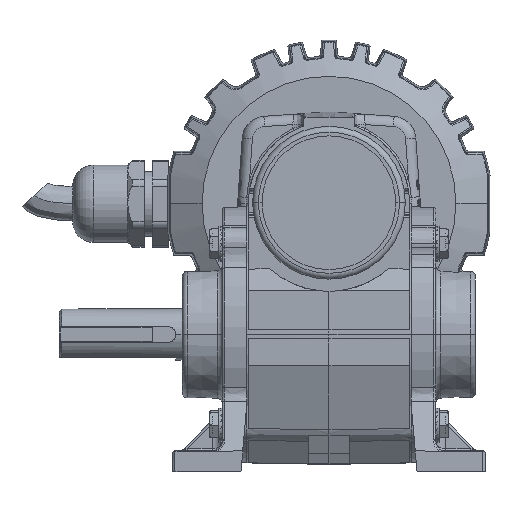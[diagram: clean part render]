
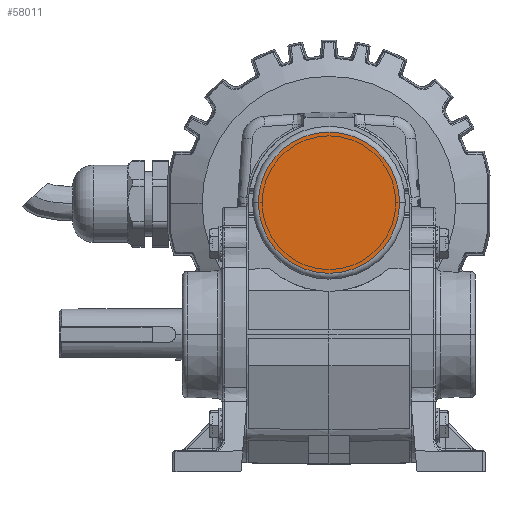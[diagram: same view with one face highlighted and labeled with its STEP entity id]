
A CAD part, top view. The second image highlights one B-rep face of the part: STEP entity #58011.
In plain terms, the highlighted planar face has unit normal (0, 0, 1).
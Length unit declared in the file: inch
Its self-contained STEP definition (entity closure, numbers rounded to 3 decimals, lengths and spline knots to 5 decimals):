
#10373 = EDGE_CURVE ( 'NONE', #48917, #18009, #18755, .T. ) ;
#15814 = EDGE_CURVE ( 'NONE', #18009, #48917, #101483, .T. ) ;
#18009 = VERTEX_POINT ( 'NONE', #67870 ) ;
#18755 = CIRCLE ( 'NONE', #91149, 0.86 ) ;
#33250 = AXIS2_PLACEMENT_3D ( 'NONE', #77869, #77874, #77875 ) ;
#48917 = VERTEX_POINT ( 'NONE', #73202 ) ;
#51805 = ORIENTED_EDGE ( 'NONE', *, *, #10373, .T. ) ;
#51807 = ORIENTED_EDGE ( 'NONE', *, *, #15814, .T. ) ;
#58011 = ADVANCED_FACE ( 'NONE', ( #84255 ), #77871, .T. ) ;
#67870 = CARTESIAN_POINT ( 'NONE',  ( 0.86, 0., 4.876 ) ) ;
#69189 = DIRECTION ( 'NONE',  ( -1., 0., 0. ) ) ;
#69191 = DIRECTION ( 'NONE',  ( 0., 0., 1. ) ) ;
#69193 = CARTESIAN_POINT ( 'NONE',  ( 0., 0., 4.876 ) ) ;
#73202 = CARTESIAN_POINT ( 'NONE',  ( -0.86, 0., 4.876 ) ) ;
#77869 = CARTESIAN_POINT ( 'NONE',  ( 0., -0.86, 4.876 ) ) ;
#77871 = PLANE ( 'NONE',  #33250 ) ;
#77874 = DIRECTION ( 'NONE',  ( 0., 0., 1. ) ) ;
#77875 = DIRECTION ( 'NONE',  ( -1., 0., 0. ) ) ;
#79281 = EDGE_LOOP ( 'NONE', ( #51805, #51807 ) ) ;
#84255 = FACE_OUTER_BOUND ( 'NONE', #79281, .T. ) ;
#91149 = AXIS2_PLACEMENT_3D ( 'NONE', #103397, #103396, #103395 ) ;
#101483 = CIRCLE ( 'NONE', #105540, 0.86 ) ;
#103395 = DIRECTION ( 'NONE',  ( -1., 0., 0. ) ) ;
#103396 = DIRECTION ( 'NONE',  ( 0., 0., 1. ) ) ;
#103397 = CARTESIAN_POINT ( 'NONE',  ( 0., 0., 4.876 ) ) ;
#105540 = AXIS2_PLACEMENT_3D ( 'NONE', #69193, #69191, #69189 ) ;
